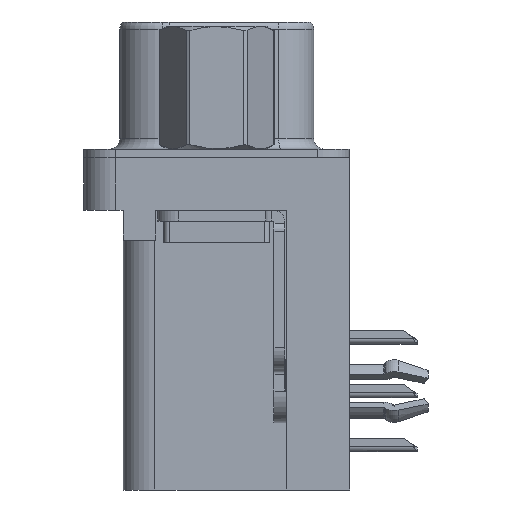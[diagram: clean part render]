
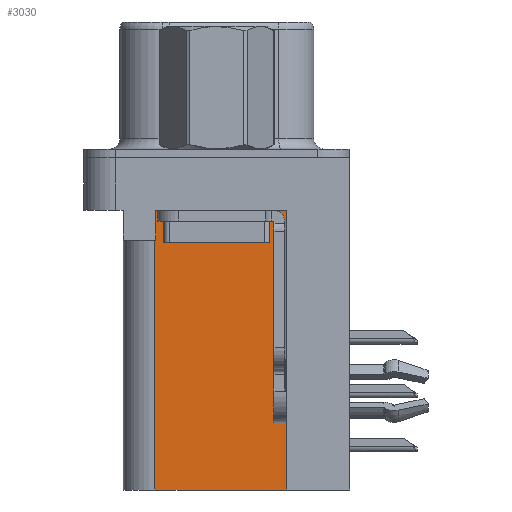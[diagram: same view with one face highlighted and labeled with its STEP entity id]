
A CAD part, left-side view. The second image highlights one B-rep face of the part: STEP entity #3030.
In plain terms, the highlighted planar face has unit normal (-1, 0, 0).
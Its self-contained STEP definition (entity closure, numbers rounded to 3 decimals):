
#1807 = CARTESIAN_POINT ( 'NONE',  ( 3.765, 2.925, -15.7 ) ) ;
#2483 = CARTESIAN_POINT ( 'NONE',  ( 3.765, 2.895, -3.9 ) ) ;
#2557 = LINE ( 'NONE', #7224, #14274 ) ;
#3030 = ADVANCED_FACE ( 'NONE', ( #14896 ), #27373, .F. ) ;
#3088 = DIRECTION ( 'NONE',  ( 0., 0., -1. ) ) ;
#3097 = CARTESIAN_POINT ( 'NONE',  ( 3.765, -3.295, -2.5 ) ) ;
#3180 = CARTESIAN_POINT ( 'NONE',  ( 3.765, -3.295, -15.7 ) ) ;
#3997 = VERTEX_POINT ( 'NONE', #1807 ) ;
#4405 = VERTEX_POINT ( 'NONE', #21931 ) ;
#4821 = ORIENTED_EDGE ( 'NONE', *, *, #20768, .T. ) ;
#5459 = CARTESIAN_POINT ( 'NONE',  ( 3.765, -3.295, -15.7 ) ) ;
#5591 = DIRECTION ( 'NONE',  ( 0., 0., 1. ) ) ;
#6387 = DIRECTION ( 'NONE',  ( 1., 0., 0. ) ) ;
#6819 = EDGE_CURVE ( 'NONE', #3997, #23678, #30185, .T. ) ;
#7224 = CARTESIAN_POINT ( 'NONE',  ( 3.765, 0., -3.9 ) ) ;
#7279 = ORIENTED_EDGE ( 'NONE', *, *, #7836, .F. ) ;
#7324 = DIRECTION ( 'NONE',  ( 0., 0., -1. ) ) ;
#7836 = EDGE_CURVE ( 'NONE', #9406, #3997, #26079, .T. ) ;
#7877 = VECTOR ( 'NONE', #14712, 1000. ) ;
#7941 = EDGE_CURVE ( 'NONE', #9406, #15191, #25674, .T. ) ;
#8199 = CARTESIAN_POINT ( 'NONE',  ( 3.765, -3.295, -15.7 ) ) ;
#8320 = ORIENTED_EDGE ( 'NONE', *, *, #7941, .T. ) ;
#9149 = DIRECTION ( 'NONE',  ( 0., 1., 0. ) ) ;
#9361 = LINE ( 'NONE', #3097, #7877 ) ;
#9406 = VERTEX_POINT ( 'NONE', #8199 ) ;
#10111 = DIRECTION ( 'NONE',  ( 0., 0., 1. ) ) ;
#10396 = EDGE_LOOP ( 'NONE', ( #4821, #18835, #17569, #17359, #7279, #8320 ) ) ;
#11710 = CARTESIAN_POINT ( 'NONE',  ( 3.765, 2.925, -3.9 ) ) ;
#12821 = CARTESIAN_POINT ( 'NONE',  ( 3.765, -3.295, -2.5 ) ) ;
#13515 = VERTEX_POINT ( 'NONE', #23006 ) ;
#14274 = VECTOR ( 'NONE', #23354, 1000. ) ;
#14337 = AXIS2_PLACEMENT_3D ( 'NONE', #5459, #6387, #3088 ) ;
#14627 = VECTOR ( 'NONE', #7324, 1000. ) ;
#14712 = DIRECTION ( 'NONE',  ( 0., 1., 0. ) ) ;
#14896 = FACE_OUTER_BOUND ( 'NONE', #10396, .T. ) ;
#15191 = VERTEX_POINT ( 'NONE', #12821 ) ;
#16900 = CARTESIAN_POINT ( 'NONE',  ( 3.765, 2.925, -15.7 ) ) ;
#17359 = ORIENTED_EDGE ( 'NONE', *, *, #6819, .F. ) ;
#17569 = ORIENTED_EDGE ( 'NONE', *, *, #23761, .T. ) ;
#18835 = ORIENTED_EDGE ( 'NONE', *, *, #22126, .T. ) ;
#20768 = EDGE_CURVE ( 'NONE', #15191, #13515, #9361, .T. ) ;
#21931 = CARTESIAN_POINT ( 'NONE',  ( 3.765, 2.895, -3.9 ) ) ;
#22126 = EDGE_CURVE ( 'NONE', #13515, #4405, #25475, .T. ) ;
#23006 = CARTESIAN_POINT ( 'NONE',  ( 3.765, 2.895, -2.5 ) ) ;
#23354 = DIRECTION ( 'NONE',  ( 0., 1., 0. ) ) ;
#23678 = VERTEX_POINT ( 'NONE', #11710 ) ;
#23761 = EDGE_CURVE ( 'NONE', #4405, #23678, #2557, .T. ) ;
#25229 = CARTESIAN_POINT ( 'NONE',  ( 3.765, -3.295, -15.7 ) ) ;
#25475 = LINE ( 'NONE', #2483, #14627 ) ;
#25568 = VECTOR ( 'NONE', #5591, 1000. ) ;
#25674 = LINE ( 'NONE', #3180, #25568 ) ;
#26019 = VECTOR ( 'NONE', #9149, 1000. ) ;
#26079 = LINE ( 'NONE', #25229, #26019 ) ;
#27373 = PLANE ( 'NONE',  #14337 ) ;
#29846 = VECTOR ( 'NONE', #10111, 1000. ) ;
#30185 = LINE ( 'NONE', #16900, #29846 ) ;
